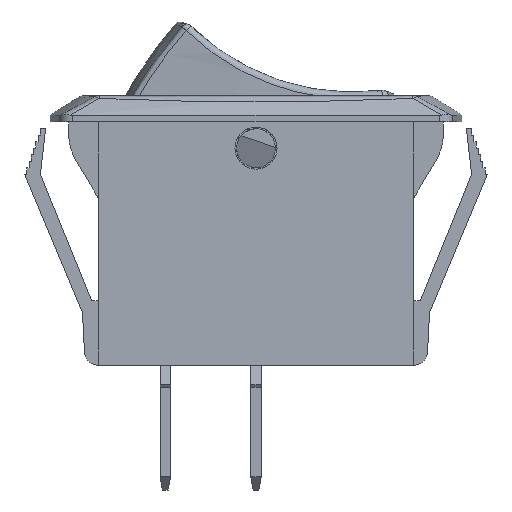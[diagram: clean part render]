
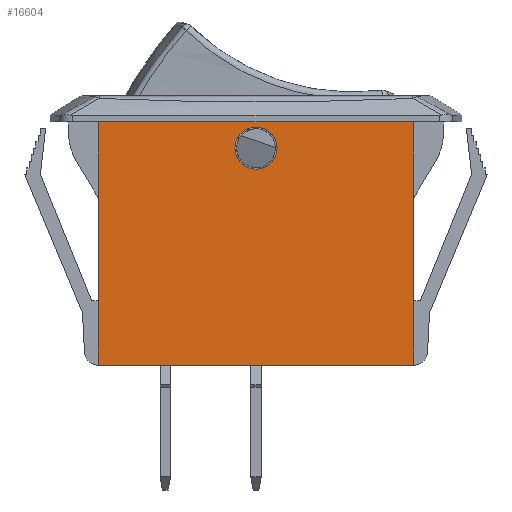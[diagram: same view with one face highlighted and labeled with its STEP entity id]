
A CAD part, left-side view. The second image highlights one B-rep face of the part: STEP entity #16604.
In plain terms, the highlighted planar face has unit normal (-1, 0, 0).
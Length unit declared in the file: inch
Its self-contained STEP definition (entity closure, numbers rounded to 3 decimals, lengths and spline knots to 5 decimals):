
#167=CIRCLE('',#17263,0.06299);
#1268=FACE_BOUND('',#2994,.T.);
#2047=FACE_OUTER_BOUND('',#2993,.T.);
#2993=EDGE_LOOP('',(#14681,#14682,#14683,#14684,#14685,#14686));
#2994=EDGE_LOOP('',(#14687));
#4285=LINE('',#28814,#5917);
#4380=LINE('',#29508,#6012);
#4405=LINE('',#29589,#6037);
#4547=LINE('',#29871,#6179);
#4569=LINE('',#29915,#6201);
#4575=LINE('',#30005,#6207);
#5917=VECTOR('',#19322,0.3937);
#6012=VECTOR('',#19551,0.3937);
#6037=VECTOR('',#19614,0.3937);
#6179=VECTOR('',#19878,0.3937);
#6201=VECTOR('',#19944,0.3937);
#6207=VECTOR('',#19968,0.3937);
#7571=VERTEX_POINT('',#28811);
#7572=VERTEX_POINT('',#28813);
#7699=VERTEX_POINT('',#29505);
#7700=VERTEX_POINT('',#29507);
#7717=VERTEX_POINT('',#29588);
#7796=VERTEX_POINT('',#29870);
#7797=VERTEX_POINT('',#29922);
#9766=EDGE_CURVE('',#7572,#7571,#4285,.T.);
#9931=EDGE_CURVE('',#7700,#7699,#4380,.T.);
#9962=EDGE_CURVE('',#7700,#7717,#4405,.T.);
#10104=EDGE_CURVE('',#7796,#7572,#4547,.T.);
#10126=EDGE_CURVE('',#7717,#7571,#4569,.T.);
#10129=EDGE_CURVE('',#7797,#7797,#167,.T.);
#10135=EDGE_CURVE('',#7699,#7796,#4575,.T.);
#14681=ORIENTED_EDGE('',*,*,#9766,.T.);
#14682=ORIENTED_EDGE('',*,*,#10126,.F.);
#14683=ORIENTED_EDGE('',*,*,#9962,.F.);
#14684=ORIENTED_EDGE('',*,*,#9931,.T.);
#14685=ORIENTED_EDGE('',*,*,#10135,.T.);
#14686=ORIENTED_EDGE('',*,*,#10104,.T.);
#14687=ORIENTED_EDGE('',*,*,#10129,.T.);
#15759=PLANE('',#17267);
#16604=ADVANCED_FACE('',(#2047,#1268),#15759,.T.);
#17263=AXIS2_PLACEMENT_3D('',#29923,#19955,#19956);
#17267=AXIS2_PLACEMENT_3D('',#30004,#19966,#19967);
#19322=DIRECTION('',(0.,-1.,0.));
#19551=DIRECTION('',(0.,1.,0.));
#19614=DIRECTION('',(0.,0.,-1.));
#19878=DIRECTION('',(0.,0.,-1.));
#19944=DIRECTION('',(0.,0.,-1.));
#19955=DIRECTION('center_axis',(1.,0.,0.));
#19956=DIRECTION('ref_axis',(0.,-1.,0.));
#19966=DIRECTION('center_axis',(-1.,0.,0.));
#19967=DIRECTION('ref_axis',(0.,0.,1.));
#19968=DIRECTION('',(0.,0.,-1.));
#28811=CARTESIAN_POINT('',(-0.23425,-0.47244,-0.72835));
#28813=CARTESIAN_POINT('',(-0.23425,0.47244,-0.72835));
#28814=CARTESIAN_POINT('',(-0.23425,-0.47244,-0.72835));
#29505=CARTESIAN_POINT('',(-0.23425,0.47244,0.));
#29507=CARTESIAN_POINT('',(-0.23425,-0.47244,0.));
#29508=CARTESIAN_POINT('',(-0.23425,-0.47244,0.));
#29588=CARTESIAN_POINT('',(-0.23425,-0.47244,-0.53543));
#29589=CARTESIAN_POINT('',(-0.23425,-0.47244,0.));
#29870=CARTESIAN_POINT('',(-0.23425,0.47244,-0.53543));
#29871=CARTESIAN_POINT('',(-0.23425,0.47244,0.));
#29915=CARTESIAN_POINT('',(-0.23425,-0.47244,0.));
#29922=CARTESIAN_POINT('',(-0.23425,0.06299,-0.07874));
#29923=CARTESIAN_POINT('Origin',(-0.23425,0.,-0.07874));
#30004=CARTESIAN_POINT('Origin',(-0.23425,0.47244,0.));
#30005=CARTESIAN_POINT('',(-0.23425,0.47244,0.));
